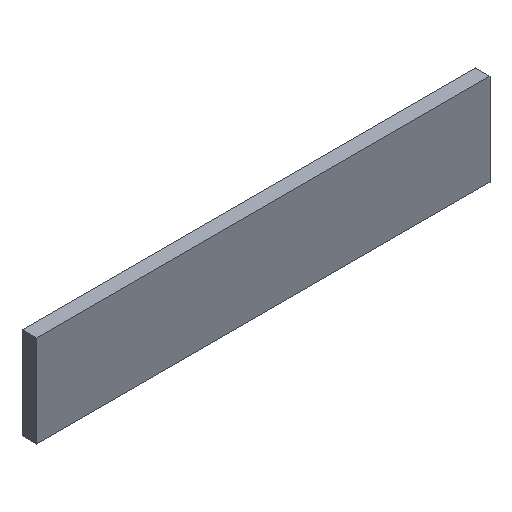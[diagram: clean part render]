
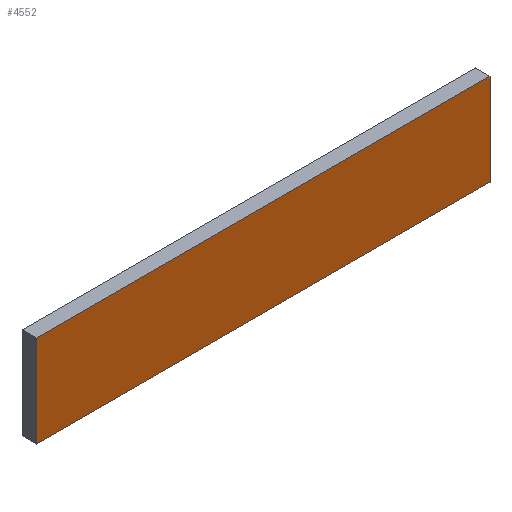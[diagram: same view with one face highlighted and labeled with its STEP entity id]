
A CAD part, isometric view. The second image highlights one B-rep face of the part: STEP entity #4552.
In plain terms, the highlighted planar face has unit normal (0, -1, 0).
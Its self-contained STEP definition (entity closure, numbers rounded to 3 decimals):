
#140 = VECTOR ( 'NONE', #3304, 1000. ) ;
#152 = VERTEX_POINT ( 'NONE', #4162 ) ;
#245 = CARTESIAN_POINT ( 'NONE',  ( 12.6, 0., 2.55 ) ) ;
#259 = CARTESIAN_POINT ( 'NONE',  ( 12.6, 0., 2.55 ) ) ;
#433 = DIRECTION ( 'NONE',  ( 0., 0., -1. ) ) ;
#437 = CARTESIAN_POINT ( 'NONE',  ( -12.6, 0., -2.55 ) ) ;
#444 = DIRECTION ( 'NONE',  ( -1., 0., 0. ) ) ;
#1170 = VERTEX_POINT ( 'NONE', #437 ) ;
#1569 = EDGE_CURVE ( 'NONE', #2378, #5483, #1744, .T. ) ;
#1744 = LINE ( 'NONE', #245, #140 ) ;
#1813 = DIRECTION ( 'NONE',  ( 0., 1., 0. ) ) ;
#1943 = CARTESIAN_POINT ( 'NONE',  ( -12.6, 0., 2.55 ) ) ;
#1962 = DIRECTION ( 'NONE',  ( 0., 0., 1. ) ) ;
#2378 = VERTEX_POINT ( 'NONE', #1943 ) ;
#2387 = VECTOR ( 'NONE', #433, 1000. ) ;
#3297 = AXIS2_PLACEMENT_3D ( 'NONE', #5390, #1813, #7987 ) ;
#3304 = DIRECTION ( 'NONE',  ( 1., 0., 0. ) ) ;
#3554 = LINE ( 'NONE', #3559, #4710 ) ;
#3559 = CARTESIAN_POINT ( 'NONE',  ( 12.6, 0., -2.55 ) ) ;
#3791 = CARTESIAN_POINT ( 'NONE',  ( -12.6, 0., 2.55 ) ) ;
#4026 = LINE ( 'NONE', #7400, #2387 ) ;
#4054 = FACE_OUTER_BOUND ( 'NONE', #4308, .T. ) ;
#4089 = PLANE ( 'NONE',  #3297 ) ;
#4162 = CARTESIAN_POINT ( 'NONE',  ( 12.6, 0., -2.55 ) ) ;
#4308 = EDGE_LOOP ( 'NONE', ( #4324, #5097, #5288, #6878 ) ) ;
#4324 = ORIENTED_EDGE ( 'NONE', *, *, #4775, .F. ) ;
#4552 = ADVANCED_FACE ( 'NONE', ( #4054 ), #4089, .F. ) ;
#4710 = VECTOR ( 'NONE', #444, 1000. ) ;
#4775 = EDGE_CURVE ( 'NONE', #1170, #2378, #5971, .T. ) ;
#5097 = ORIENTED_EDGE ( 'NONE', *, *, #7328, .F. ) ;
#5288 = ORIENTED_EDGE ( 'NONE', *, *, #5518, .F. ) ;
#5390 = CARTESIAN_POINT ( 'NONE',  ( 0., 0., 0. ) ) ;
#5483 = VERTEX_POINT ( 'NONE', #259 ) ;
#5518 = EDGE_CURVE ( 'NONE', #5483, #152, #4026, .T. ) ;
#5683 = VECTOR ( 'NONE', #1962, 1000. ) ;
#5971 = LINE ( 'NONE', #3791, #5683 ) ;
#6878 = ORIENTED_EDGE ( 'NONE', *, *, #1569, .F. ) ;
#7328 = EDGE_CURVE ( 'NONE', #152, #1170, #3554, .T. ) ;
#7400 = CARTESIAN_POINT ( 'NONE',  ( 12.6, 0., 2.55 ) ) ;
#7987 = DIRECTION ( 'NONE',  ( 1., 0., 0. ) ) ;
